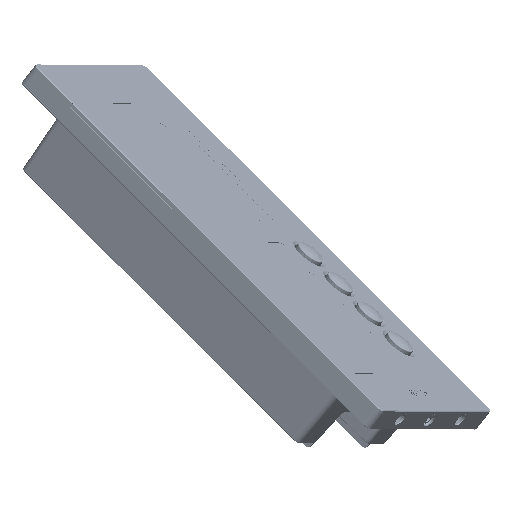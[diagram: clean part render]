
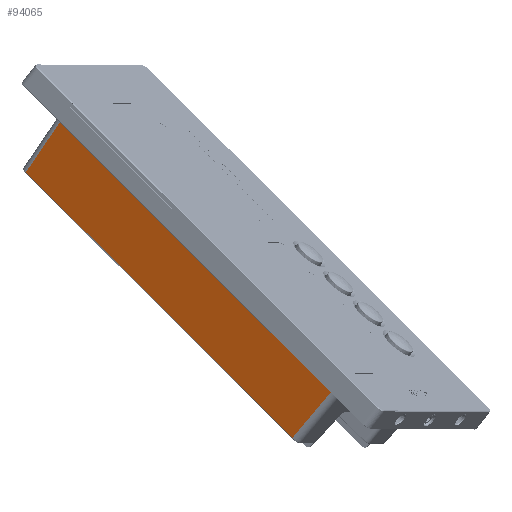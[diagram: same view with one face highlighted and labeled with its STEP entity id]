
A CAD part, isometric view. The second image highlights one B-rep face of the part: STEP entity #94065.
In plain terms, the highlighted face is planar.
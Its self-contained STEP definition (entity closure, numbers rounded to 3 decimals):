
#92528=CARTESIAN_POINT('Vertex',(-41.906,0.,-183.41)) ;
#92531=CARTESIAN_POINT('Line Origine',(-41.906,0.,-99.5)) ;
#92535=CARTESIAN_POINT('Vertex',(-41.906,0.,-15.59)) ;
#94027=CARTESIAN_POINT('Vertex',(-40.343,-29.826,-181.847)) ;
#94030=CARTESIAN_POINT('Line Origine',(-38.116,-72.303,-179.621)) ;
#94042=CARTESIAN_POINT('Axis2P3D Location',(-42.,1.8,-190.008)) ;
#94047=CARTESIAN_POINT('Line Origine',(-40.343,-29.826,-99.5)) ;
#94051=CARTESIAN_POINT('Vertex',(-40.343,-29.826,-17.153)) ;
#94054=CARTESIAN_POINT('Line Origine',(-41.124,-14.913,-16.372)) ;
#92532=DIRECTION('Vector Direction',(0.,0.,-1.)) ;
#94031=DIRECTION('Vector Direction',(0.052,-0.997,0.052)) ;
#94043=DIRECTION('Axis2P3D Direction',(0.999,0.052,0.)) ;
#94044=DIRECTION('Axis2P3D XDirection',(0.,0.,-1.)) ;
#94048=DIRECTION('Vector Direction',(0.,0.,1.)) ;
#94055=DIRECTION('Vector Direction',(-0.052,0.997,0.052)) ;
#94045=AXIS2_PLACEMENT_3D('Plane Axis2P3D',#94042,#94043,#94044) ;
#94060=ORIENTED_EDGE('',*,*,#92537,.T.) ;
#94061=ORIENTED_EDGE('',*,*,#94034,.F.) ;
#94062=ORIENTED_EDGE('',*,*,#94053,.T.) ;
#94063=ORIENTED_EDGE('',*,*,#94058,.T.) ;
#92533=VECTOR('Line Direction',#92532,1.) ;
#94032=VECTOR('Line Direction',#94031,1.) ;
#94049=VECTOR('Line Direction',#94048,1.) ;
#94056=VECTOR('Line Direction',#94055,1.) ;
#94065=ADVANCED_FACE('138\\MANIFOLD_SOLID_BREP #92111',(#94064),#94046,.F.) ;
#92537=EDGE_CURVE('',#92536,#92529,#92534,.T.) ;
#94034=EDGE_CURVE('',#94028,#92529,#94033,.F.) ;
#94053=EDGE_CURVE('',#94028,#94052,#94050,.T.) ;
#94058=EDGE_CURVE('',#94052,#92536,#94057,.T.) ;
#94059=EDGE_LOOP('',(#94060,#94061,#94062,#94063)) ;
#94064=FACE_OUTER_BOUND('',#94059,.T.) ;
#92534=LINE('Line',#92531,#92533) ;
#94033=LINE('Line',#94030,#94032) ;
#94050=LINE('Line',#94047,#94049) ;
#94057=LINE('Line',#94054,#94056) ;
#94046=PLANE('',#94045) ;
#92529=VERTEX_POINT('',#92528) ;
#92536=VERTEX_POINT('',#92535) ;
#94028=VERTEX_POINT('',#94027) ;
#94052=VERTEX_POINT('',#94051) ;
